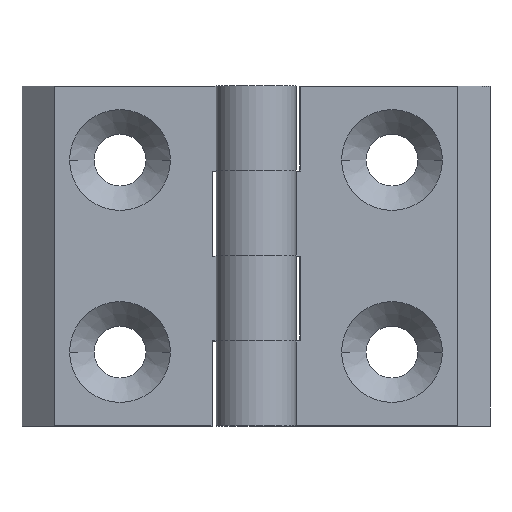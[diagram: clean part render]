
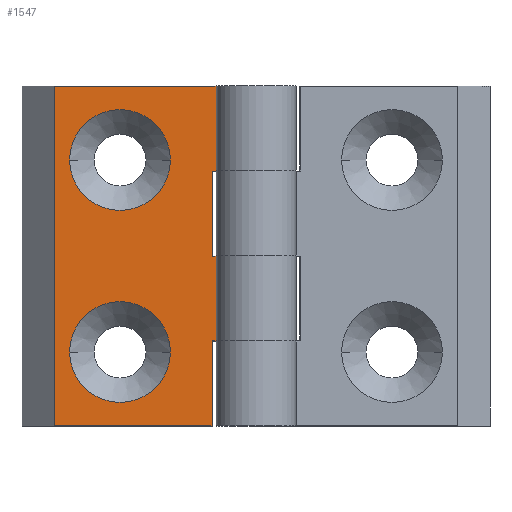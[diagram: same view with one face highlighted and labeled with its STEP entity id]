
A CAD part, top view. The second image highlights one B-rep face of the part: STEP entity #1547.
In plain terms, the highlighted planar face has unit normal (0, 0, 1).
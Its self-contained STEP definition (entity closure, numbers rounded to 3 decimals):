
#17 = EDGE_CURVE ( 'NONE', #863, #1419, #372, .T. ) ;
#24 = EDGE_CURVE ( 'NONE', #192, #953, #832, .T. ) ;
#27 = DIRECTION ( 'NONE',  ( 0., 0., 1. ) ) ;
#40 = DIRECTION ( 'NONE',  ( 0., 0., 1. ) ) ;
#72 = CARTESIAN_POINT ( 'NONE',  ( -5., 10.625, 0. ) ) ;
#74 = LINE ( 'NONE', #793, #998 ) ;
#94 = FACE_OUTER_BOUND ( 'NONE', #1440, .T. ) ;
#98 = VERTEX_POINT ( 'NONE', #514 ) ;
#111 = CARTESIAN_POINT ( 'NONE',  ( -5.5, 21.25, 0. ) ) ;
#115 = CARTESIAN_POINT ( 'NONE',  ( -23.3, 12., 0. ) ) ;
#122 = CARTESIAN_POINT ( 'NONE',  ( -25.25, -21.25, 0. ) ) ;
#134 = VECTOR ( 'NONE', #759, 1000. ) ;
#147 = EDGE_CURVE ( 'NONE', #785, #306, #1007, .T. ) ;
#150 = EDGE_CURVE ( 'NONE', #189, #893, #74, .T. ) ;
#173 = LINE ( 'NONE', #1339, #134 ) ;
#180 = CARTESIAN_POINT ( 'NONE',  ( -5.5, 0., 0. ) ) ;
#182 = CARTESIAN_POINT ( 'NONE',  ( -17., 12., 0. ) ) ;
#189 = VERTEX_POINT ( 'NONE', #901 ) ;
#192 = VERTEX_POINT ( 'NONE', #1392 ) ;
#229 = VECTOR ( 'NONE', #1317, 1000. ) ;
#237 = EDGE_CURVE ( 'NONE', #189, #98, #301, .T. ) ;
#240 = EDGE_CURVE ( 'NONE', #953, #785, #665, .T. ) ;
#244 = DIRECTION ( 'NONE',  ( 0., 0., 1. ) ) ;
#293 = ORIENTED_EDGE ( 'NONE', *, *, #147, .T. ) ;
#301 = LINE ( 'NONE', #560, #1154 ) ;
#302 = DIRECTION ( 'NONE',  ( -1., 0., 0. ) ) ;
#306 = VERTEX_POINT ( 'NONE', #704 ) ;
#317 = DIRECTION ( 'NONE',  ( 1., 0., 0. ) ) ;
#328 = VERTEX_POINT ( 'NONE', #115 ) ;
#351 = EDGE_LOOP ( 'NONE', ( #563, #1111 ) ) ;
#363 = DIRECTION ( 'NONE',  ( 0., 1., 0. ) ) ;
#372 = LINE ( 'NONE', #689, #970 ) ;
#373 = LINE ( 'NONE', #723, #229 ) ;
#387 = EDGE_LOOP ( 'NONE', ( #1326, #604 ) ) ;
#406 = EDGE_CURVE ( 'NONE', #1107, #1419, #373, .T. ) ;
#416 = AXIS2_PLACEMENT_3D ( 'NONE', #1533, #1398, #566 ) ;
#419 = VERTEX_POINT ( 'NONE', #1542 ) ;
#429 = DIRECTION ( 'NONE',  ( 0., 1., 0. ) ) ;
#433 = PLANE ( 'NONE',  #416 ) ;
#445 = CARTESIAN_POINT ( 'NONE',  ( -5., 21.25, 0. ) ) ;
#453 = VECTOR ( 'NONE', #1173, 1000. ) ;
#455 = VECTOR ( 'NONE', #1508, 1000. ) ;
#476 = VECTOR ( 'NONE', #317, 1000. ) ;
#492 = ORIENTED_EDGE ( 'NONE', *, *, #653, .T. ) ;
#494 = EDGE_CURVE ( 'NONE', #328, #668, #744, .T. ) ;
#510 = DIRECTION ( 'NONE',  ( 1., 0., 0. ) ) ;
#512 = ORIENTED_EDGE ( 'NONE', *, *, #24, .T. ) ;
#513 = EDGE_CURVE ( 'NONE', #893, #1107, #1180, .T. ) ;
#514 = CARTESIAN_POINT ( 'NONE',  ( -5., -10.625, 0. ) ) ;
#546 = CARTESIAN_POINT ( 'NONE',  ( -25.25, -21.25, 0. ) ) ;
#560 = CARTESIAN_POINT ( 'NONE',  ( -5., 21.25, 0. ) ) ;
#563 = ORIENTED_EDGE ( 'NONE', *, *, #734, .F. ) ;
#566 = DIRECTION ( 'NONE',  ( -1., 0., 0. ) ) ;
#567 = CARTESIAN_POINT ( 'NONE',  ( -10.7, -12., 0. ) ) ;
#604 = ORIENTED_EDGE ( 'NONE', *, *, #494, .F. ) ;
#615 = DIRECTION ( 'NONE',  ( 1., 0., 0. ) ) ;
#648 = CARTESIAN_POINT ( 'NONE',  ( -25.25, 21.25, 0. ) ) ;
#653 = EDGE_CURVE ( 'NONE', #306, #98, #173, .T. ) ;
#659 = ORIENTED_EDGE ( 'NONE', *, *, #513, .T. ) ;
#665 = LINE ( 'NONE', #546, #455 ) ;
#668 = VERTEX_POINT ( 'NONE', #880 ) ;
#689 = CARTESIAN_POINT ( 'NONE',  ( -5., 21.25, 0. ) ) ;
#693 = VECTOR ( 'NONE', #429, 1000. ) ;
#696 = CARTESIAN_POINT ( 'NONE',  ( -5.5, 10.625, 0. ) ) ;
#697 = AXIS2_PLACEMENT_3D ( 'NONE', #991, #27, #1482 ) ;
#699 = ORIENTED_EDGE ( 'NONE', *, *, #17, .F. ) ;
#704 = CARTESIAN_POINT ( 'NONE',  ( -5.5, -10.625, 0. ) ) ;
#723 = CARTESIAN_POINT ( 'NONE',  ( -25.25, 10.625, 0. ) ) ;
#734 = EDGE_CURVE ( 'NONE', #1209, #419, #1158, .T. ) ;
#744 = CIRCLE ( 'NONE', #1177, 6.3 ) ;
#754 = ORIENTED_EDGE ( 'NONE', *, *, #797, .F. ) ;
#759 = DIRECTION ( 'NONE',  ( 1., 0., 0. ) ) ;
#785 = VERTEX_POINT ( 'NONE', #1226 ) ;
#793 = CARTESIAN_POINT ( 'NONE',  ( -25.25, 0., 0. ) ) ;
#797 = EDGE_CURVE ( 'NONE', #192, #863, #1496, .T. ) ;
#832 = LINE ( 'NONE', #1198, #453 ) ;
#863 = VERTEX_POINT ( 'NONE', #445 ) ;
#880 = CARTESIAN_POINT ( 'NONE',  ( -10.7, 12., 0. ) ) ;
#893 = VERTEX_POINT ( 'NONE', #180 ) ;
#901 = CARTESIAN_POINT ( 'NONE',  ( -5., 0., 0. ) ) ;
#914 = FACE_BOUND ( 'NONE', #351, .T. ) ;
#915 = CIRCLE ( 'NONE', #1523, 6.3 ) ;
#953 = VERTEX_POINT ( 'NONE', #122 ) ;
#955 = DIRECTION ( 'NONE',  ( 0., 0., 1. ) ) ;
#970 = VECTOR ( 'NONE', #1312, 1000. ) ;
#991 = CARTESIAN_POINT ( 'NONE',  ( -17., -12., 0. ) ) ;
#998 = VECTOR ( 'NONE', #302, 1000. ) ;
#1007 = LINE ( 'NONE', #1153, #693 ) ;
#1058 = AXIS2_PLACEMENT_3D ( 'NONE', #182, #40, #510 ) ;
#1086 = CARTESIAN_POINT ( 'NONE',  ( -17., -12., 0. ) ) ;
#1107 = VERTEX_POINT ( 'NONE', #696 ) ;
#1111 = ORIENTED_EDGE ( 'NONE', *, *, #1251, .F. ) ;
#1119 = ORIENTED_EDGE ( 'NONE', *, *, #150, .T. ) ;
#1135 = CIRCLE ( 'NONE', #1058, 6.3 ) ;
#1153 = CARTESIAN_POINT ( 'NONE',  ( -5.5, 21.25, 0. ) ) ;
#1154 = VECTOR ( 'NONE', #1382, 1000. ) ;
#1158 = CIRCLE ( 'NONE', #697, 6.3 ) ;
#1173 = DIRECTION ( 'NONE',  ( 0., -1., 0. ) ) ;
#1177 = AXIS2_PLACEMENT_3D ( 'NONE', #1211, #955, #615 ) ;
#1180 = LINE ( 'NONE', #111, #1509 ) ;
#1197 = DIRECTION ( 'NONE',  ( 1., 0., 0. ) ) ;
#1198 = CARTESIAN_POINT ( 'NONE',  ( -25.25, 21.25, 0. ) ) ;
#1209 = VERTEX_POINT ( 'NONE', #567 ) ;
#1211 = CARTESIAN_POINT ( 'NONE',  ( -17., 12., 0. ) ) ;
#1226 = CARTESIAN_POINT ( 'NONE',  ( -5.5, -21.25, 0. ) ) ;
#1251 = EDGE_CURVE ( 'NONE', #419, #1209, #915, .T. ) ;
#1260 = ORIENTED_EDGE ( 'NONE', *, *, #406, .T. ) ;
#1284 = FACE_BOUND ( 'NONE', #387, .T. ) ;
#1312 = DIRECTION ( 'NONE',  ( 0., -1., 0. ) ) ;
#1317 = DIRECTION ( 'NONE',  ( 1., 0., 0. ) ) ;
#1326 = ORIENTED_EDGE ( 'NONE', *, *, #1406, .F. ) ;
#1339 = CARTESIAN_POINT ( 'NONE',  ( -25.25, -10.625, 0. ) ) ;
#1382 = DIRECTION ( 'NONE',  ( 0., -1., 0. ) ) ;
#1387 = ORIENTED_EDGE ( 'NONE', *, *, #240, .T. ) ;
#1392 = CARTESIAN_POINT ( 'NONE',  ( -25.25, 21.25, 0. ) ) ;
#1398 = DIRECTION ( 'NONE',  ( 0., 0., -1. ) ) ;
#1406 = EDGE_CURVE ( 'NONE', #668, #328, #1135, .T. ) ;
#1419 = VERTEX_POINT ( 'NONE', #72 ) ;
#1440 = EDGE_LOOP ( 'NONE', ( #659, #1260, #699, #754, #512, #1387, #293, #492, #1473, #1119 ) ) ;
#1473 = ORIENTED_EDGE ( 'NONE', *, *, #237, .F. ) ;
#1482 = DIRECTION ( 'NONE',  ( 1., 0., 0. ) ) ;
#1496 = LINE ( 'NONE', #648, #476 ) ;
#1508 = DIRECTION ( 'NONE',  ( 1., 0., 0. ) ) ;
#1509 = VECTOR ( 'NONE', #363, 1000. ) ;
#1523 = AXIS2_PLACEMENT_3D ( 'NONE', #1086, #244, #1197 ) ;
#1533 = CARTESIAN_POINT ( 'NONE',  ( -25.25, 21.25, 0. ) ) ;
#1542 = CARTESIAN_POINT ( 'NONE',  ( -23.3, -12., 0. ) ) ;
#1547 = ADVANCED_FACE ( 'NONE', ( #1284, #914, #94 ), #433, .F. ) ;
